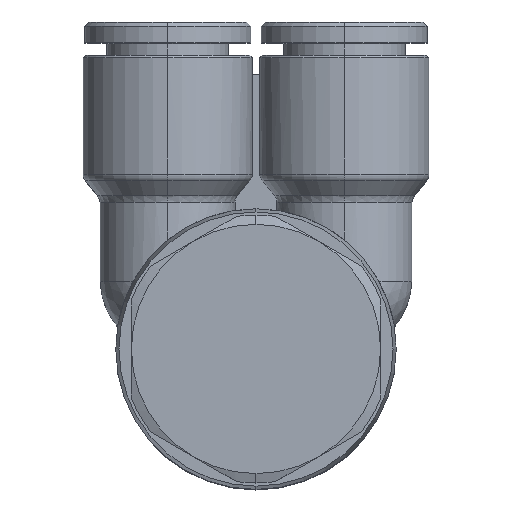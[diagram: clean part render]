
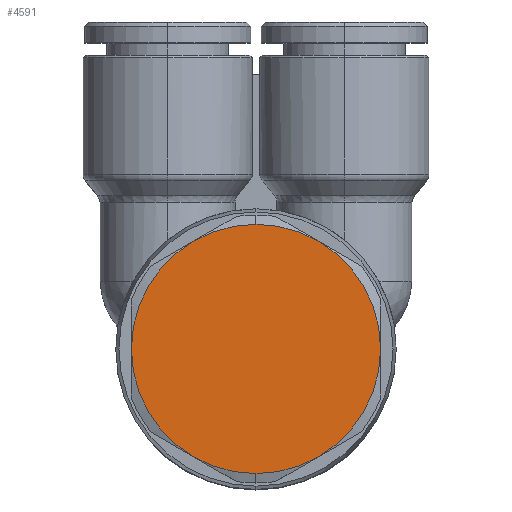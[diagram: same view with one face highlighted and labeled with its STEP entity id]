
A CAD part, top view. The second image highlights one B-rep face of the part: STEP entity #4591.
In plain terms, the highlighted planar face has unit normal (0, 0, 1).
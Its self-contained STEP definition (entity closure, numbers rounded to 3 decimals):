
#3515=CARTESIAN_POINT('',(19.5,8.5,16.));
#3516=VERTEX_POINT('',#3515);
#3523=CARTESIAN_POINT('',(17.892,2.5,16.));
#3524=VERTEX_POINT('',#3523);
#3525=CARTESIAN_POINT('',(7.5,8.5,16.0));
#3526=DIRECTION('',(0.0,0.0,1.0));
#3527=DIRECTION('',(-1.0,0.0,0.0));
#3528=AXIS2_PLACEMENT_3D('',#3525,#3526,#3527);
#3529=CIRCLE('',#3528,12.);
#3530=EDGE_CURVE('',#3524,#3516,#3529,.T.);
#3554=CARTESIAN_POINT('',(-4.5,8.5,16.0));
#3555=VERTEX_POINT('',#3554);
#3563=CARTESIAN_POINT('',(-2.892,2.5,16.));
#3564=VERTEX_POINT('',#3563);
#3578=CARTESIAN_POINT('',(7.5,8.5,16.0));
#3579=DIRECTION('',(0.0,0.0,1.0));
#3580=DIRECTION('',(-1.0,0.0,0.0));
#3581=AXIS2_PLACEMENT_3D('',#3578,#3579,#3580);
#3582=CIRCLE('',#3581,12.);
#3583=EDGE_CURVE('',#3555,#3564,#3582,.T.);
#4005=CARTESIAN_POINT('',(7.5,-3.5,16.));
#4006=VERTEX_POINT('',#4005);
#4042=CARTESIAN_POINT('',(7.5,8.5,16.0));
#4043=DIRECTION('',(0.0,0.0,1.0));
#4044=DIRECTION('',(-1.0,0.0,0.0));
#4045=AXIS2_PLACEMENT_3D('',#4042,#4043,#4044);
#4046=CIRCLE('',#4045,12.);
#4047=EDGE_CURVE('',#4006,#3524,#4046,.T.);
#4094=CARTESIAN_POINT('',(7.5,8.5,16.0));
#4095=DIRECTION('',(0.0,0.0,1.0));
#4096=DIRECTION('',(-1.0,0.0,0.0));
#4097=AXIS2_PLACEMENT_3D('',#4094,#4095,#4096);
#4098=CIRCLE('',#4097,12.);
#4099=EDGE_CURVE('',#3564,#4006,#4098,.T.);
#4110=CARTESIAN_POINT('',(-2.892,14.5,16.));
#4111=VERTEX_POINT('',#4110);
#4112=CARTESIAN_POINT('',(7.5,8.5,16.0));
#4113=DIRECTION('',(0.0,0.0,1.0));
#4114=DIRECTION('',(-1.0,0.0,0.0));
#4115=AXIS2_PLACEMENT_3D('',#4112,#4113,#4114);
#4116=CIRCLE('',#4115,12.);
#4117=EDGE_CURVE('',#4111,#3555,#4116,.T.);
#4164=CARTESIAN_POINT('',(7.5,20.5,16.));
#4165=VERTEX_POINT('',#4164);
#4166=CARTESIAN_POINT('',(7.5,8.5,16.0));
#4167=DIRECTION('',(0.0,0.0,1.0));
#4168=DIRECTION('',(-1.0,0.0,0.0));
#4169=AXIS2_PLACEMENT_3D('',#4166,#4167,#4168);
#4170=CIRCLE('',#4169,12.);
#4171=EDGE_CURVE('',#4165,#4111,#4170,.T.);
#4218=CARTESIAN_POINT('',(17.892,14.5,16.));
#4219=VERTEX_POINT('',#4218);
#4220=CARTESIAN_POINT('',(7.5,8.5,16.0));
#4221=DIRECTION('',(0.0,0.0,1.0));
#4222=DIRECTION('',(-1.0,0.0,0.0));
#4223=AXIS2_PLACEMENT_3D('',#4220,#4221,#4222);
#4224=CIRCLE('',#4223,12.);
#4225=EDGE_CURVE('',#4219,#4165,#4224,.T.);
#4280=CARTESIAN_POINT('',(7.5,8.5,16.0));
#4281=DIRECTION('',(0.0,0.0,1.0));
#4282=DIRECTION('',(-1.0,0.0,0.0));
#4283=AXIS2_PLACEMENT_3D('',#4280,#4281,#4282);
#4284=CIRCLE('',#4283,12.);
#4285=EDGE_CURVE('',#3516,#4219,#4284,.T.);
#4576=CARTESIAN_POINT('',(7.5,8.5,16.0));
#4577=DIRECTION('',(0.0,0.0,1.0));
#4578=DIRECTION('',(-1.0,0.0,0.0));
#4579=AXIS2_PLACEMENT_3D('',#4576,#4577,#4578);
#4580=PLANE('',#4579);
#4581=ORIENTED_EDGE('',*,*,#3530,.T.);
#4582=ORIENTED_EDGE('',*,*,#4285,.T.);
#4583=ORIENTED_EDGE('',*,*,#4225,.T.);
#4584=ORIENTED_EDGE('',*,*,#4171,.T.);
#4585=ORIENTED_EDGE('',*,*,#4117,.T.);
#4586=ORIENTED_EDGE('',*,*,#3583,.T.);
#4587=ORIENTED_EDGE('',*,*,#4099,.T.);
#4588=ORIENTED_EDGE('',*,*,#4047,.T.);
#4589=EDGE_LOOP('',(#4581,#4582,#4583,#4584,#4585,#4586,#4587,#4588));
#4590=FACE_OUTER_BOUND('',#4589,.T.);
#4591=ADVANCED_FACE('',(#4590),#4580,.T.);
